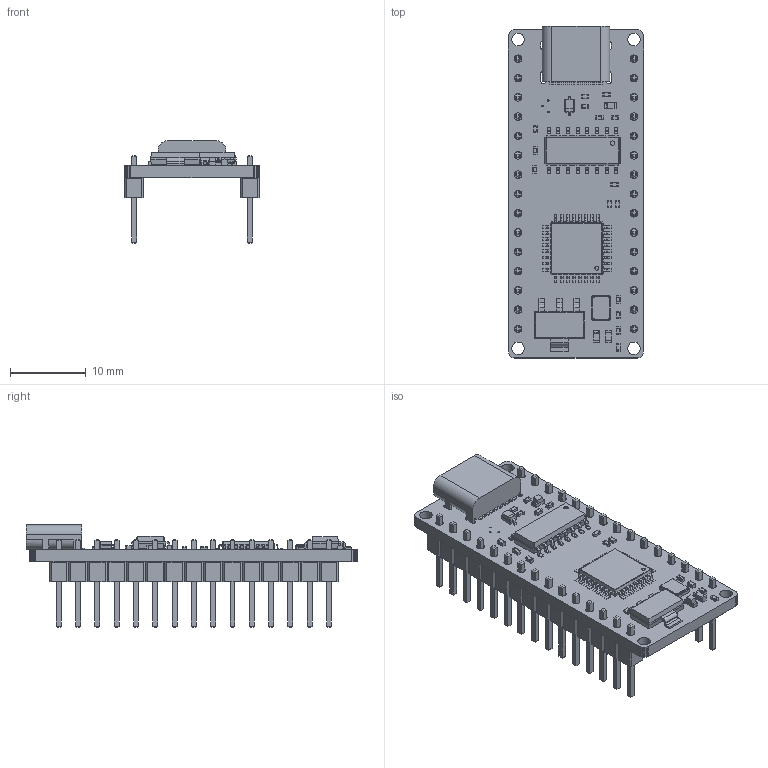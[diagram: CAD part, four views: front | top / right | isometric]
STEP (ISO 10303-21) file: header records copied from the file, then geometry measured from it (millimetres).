
FILE_DESCRIPTION(('KiCad electronic assembly'),'2;1');
FILE_NAME('Nano.step','2024-07-31T10:12:10',('Pcbnew'),('Kicad'), 'Open CASCADE STEP processor 7.7','KiCad to STEP converter','Unknown' );
FILE_SCHEMA(('AUTOMOTIVE_DESIGN { 1 0 10303 214 1 1 1 1 }'));
Length unit declared in the file: millimetre
Products named in the file (24): Nano 1; C_0402_1005Metric; SOLID; R_0402_1005Metric; TQFP-32_7x7mm_P0.8mm; SOT-223; D_SOD-323; LED_0603_1608Metric; USB_C_Receptacle_Palconn_UTC16-G; Crystal_SMD_3225-4Pin_3.2x2.5mm; C_0603_1608Metric; SOIC-16_3.9x9.9mm_P1.27mm; PinHeader_1x15_P2.54mm_Vertical; Nano PCB
Assembly tree (38 placements, depth 3):
  Nano 1
    C_0402_1005Metric  x8
      SOLID
    R_0402_1005Metric  x7
      SOLID
    TQFP-32_7x7mm_P0.8mm
      SOLID
    SOT-223
      SOLID
    D_SOD-323
      SOLID
    LED_0603_1608Metric  x2
      SOLID
    USB_C_Receptacle_Palconn_UTC16-G
      SOLID
    Crystal_SMD_3225-4Pin_3.2x2.5mm
      SOLID
    C_0603_1608Metric
      SOLID
    SOIC-16_3.9x9.9mm_P1.27mm
      SOLID
    PinHeader_1x15_P2.54mm_Vertical  x2
      SOLID
    Nano PCB
Bounding box: 17.78 x 43.68 x 13.49 mm (x, y, z)
Volume: 2048.7 mm3; surface area: 4273 mm2
Topology: 27 solids, 27 shells, 2534 faces, 6541 edges, 4150 vertices
Faces by surface type: plane 1909, cylinder 477, bspline 146, cone 2
Full cylindrical faces by diameter (mm): 0.2 x13, 0.5 x3, 0.6 x1, 0.7 x2, 1 x30, 1.651 x4
Entity records: 138316 total; most frequent: CARTESIAN_POINT 34189, DIRECTION 17023, LINE 12020, VECTOR 12020, ORIENTED_EDGE 9240, PCURVE 9240, DEFINITIONAL_REPRESENTATION 9240, EDGE_CURVE 4620
